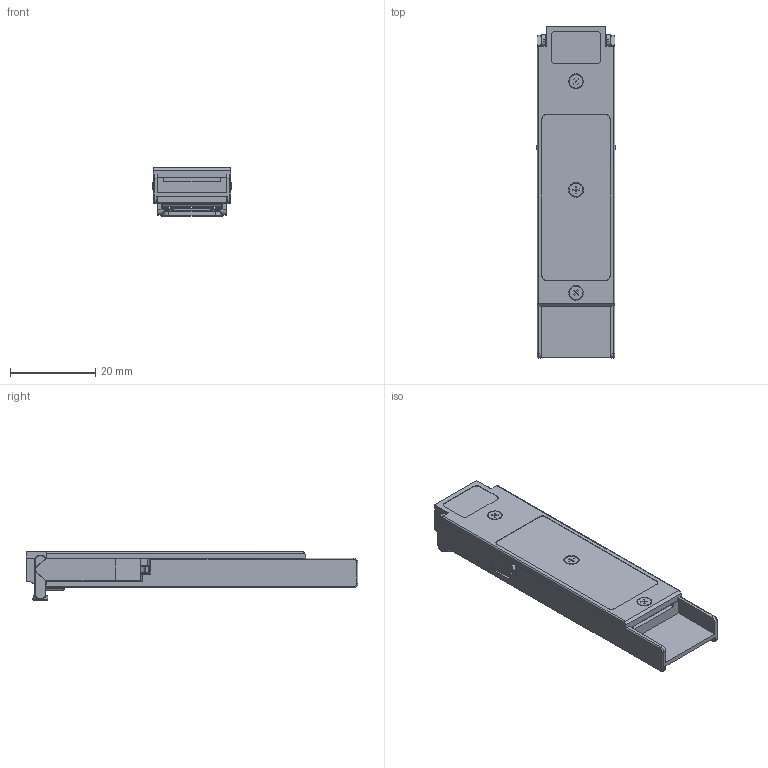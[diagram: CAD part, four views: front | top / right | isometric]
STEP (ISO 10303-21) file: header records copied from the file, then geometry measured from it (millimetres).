
FILE_DESCRIPTION (( 'STEP AP214' ), '1' );
FILE_NAME ('FXC-XFP-XX_3D.STEP', '2022-04-13T20:13:09', ( '' ), ( '' ), 'SwSTEP 2.0', 'SolidWorks 2021', '' );
FILE_SCHEMA (( 'AUTOMOTIVE_DESIGN' ));
Length unit declared in the file: inch
Products named in the file (8): XFP-X027(2)^FXC-XFP-XX; XFP____-0^XFP-X027(2)_FXC-XFP-XX; XFP______^XFP-X027(2)_FXC-XFP-XX; M1.6__7.8__3.2____^XFP-X027(2)_FXC-XFP-XX; XFP____V2^XFP-X027(2)_FXC-XFP-XX; XFP____^XFP-X027(2)_FXC-XFP-XX; FXC-XFP-XX_3D; ____1^XFP-X027(2)_FXC-XFP-XX
Assembly tree (11 placements, depth 3):
  FXC-XFP-XX_3D
    XFP-X027(2)^FXC-XFP-XX
      XFP____V2^XFP-X027(2)_FXC-XFP-XX
      XFP______^XFP-X027(2)_FXC-XFP-XX
      M1.6__7.8__3.2____^XFP-X027(2)_FXC-XFP-XX  x3
      XFP____^XFP-X027(2)_FXC-XFP-XX  x2
      XFP____-0^XFP-X027(2)_FXC-XFP-XX
      ____1^XFP-X027(2)_FXC-XFP-XX  x2
Bounding box: 18.4 x 78 x 11.4 mm (x, y, z)
Volume: 9371.6 mm3; surface area: 8816.1 mm2
Topology: 10 solids, 10 shells, 908 faces, 2253 edges, 1363 vertices
Faces by surface type: plane 345, cylinder 334, torus 129, bspline 50, sphere 26, cone 24
Entity records: 31605 total; most frequent: CARTESIAN_POINT 12762, DIRECTION 3789, ORIENTED_EDGE 3624, EDGE_CURVE 1812, AXIS2_PLACEMENT_3D 1386, VERTEX_POINT 1121, VECTOR 1017, LINE 1017
